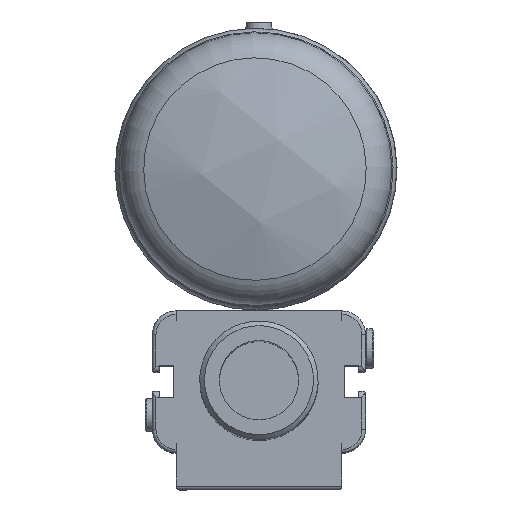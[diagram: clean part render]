
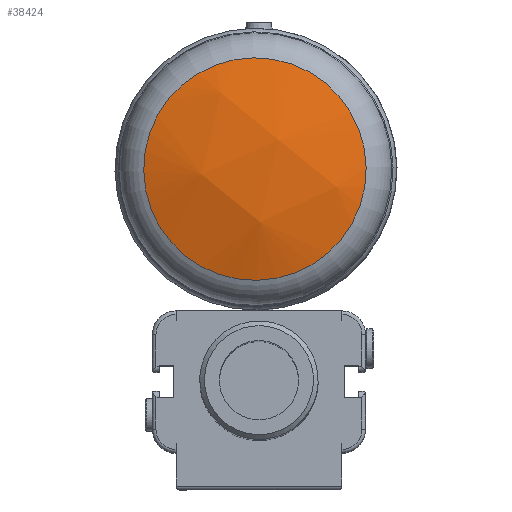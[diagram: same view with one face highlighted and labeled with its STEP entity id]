
A CAD part, top view. The second image highlights one B-rep face of the part: STEP entity #38424.
In plain terms, the highlighted spherical face has radius 137.607 mm.
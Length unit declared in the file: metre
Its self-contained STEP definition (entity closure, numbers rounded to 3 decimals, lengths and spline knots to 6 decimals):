
#27=SPHERICAL_SURFACE('',#41623,0.137607);
#3190=FACE_OUTER_BOUND('',#5502,.T.);
#5502=EDGE_LOOP('',(#30441,#30442));
#7835=CIRCLE('',#41620,0.046972);
#7836=CIRCLE('',#41621,0.046972);
#17181=VERTEX_POINT('',#64201);
#17182=VERTEX_POINT('',#64202);
#21931=EDGE_CURVE('',#17181,#17182,#7835,.T.);
#21932=EDGE_CURVE('',#17182,#17181,#7836,.T.);
#30441=ORIENTED_EDGE('',*,*,#21931,.T.);
#30442=ORIENTED_EDGE('',*,*,#21932,.T.);
#38424=ADVANCED_FACE('',(#3190),#27,.T.);
#41620=AXIS2_PLACEMENT_3D('',#64203,#49623,#49624);
#41621=AXIS2_PLACEMENT_3D('',#64204,#49625,#49626);
#41623=AXIS2_PLACEMENT_3D('',#64206,#49629,#49630);
#49623=DIRECTION('center_axis',(-0.014,0.,
1.));
#49624=DIRECTION('ref_axis',(-0.775,0.631,-0.011));
#49625=DIRECTION('center_axis',(-0.014,0.,
1.));
#49626=DIRECTION('ref_axis',(-0.775,0.631,-0.011));
#49629=DIRECTION('center_axis',(-0.631,-0.775,-0.009));
#49630=DIRECTION('ref_axis',(-0.014,0.,1.));
#64201=CARTESIAN_POINT('',(-0.03811,0.119457,0.071968));
#64202=CARTESIAN_POINT('',(-0.031341,0.053374,0.072062));
#64203=CARTESIAN_POINT('Origin',(-0.001687,0.0898,
0.072473));
#64204=CARTESIAN_POINT('Origin',(-0.001687,0.0898,
0.072473));
#64206=CARTESIAN_POINT('Origin',(0.000105,0.0898,
-0.056856));
